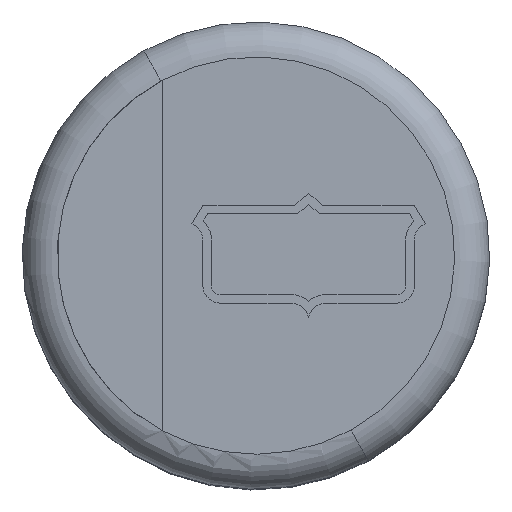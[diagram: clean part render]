
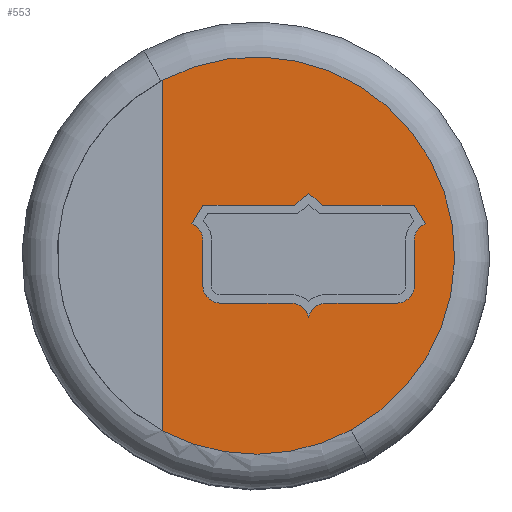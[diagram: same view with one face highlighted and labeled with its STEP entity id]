
A CAD part, top view. The second image highlights one B-rep face of the part: STEP entity #553.
In plain terms, the highlighted planar face has unit normal (0, 0, 1).
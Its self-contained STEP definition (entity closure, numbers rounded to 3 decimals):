
#253=CARTESIAN_POINT('Axis2P3D Location',(0.,4.25,12.5)) ;
#397=CARTESIAN_POINT('Axis2P3D Location',(0.,0.,12.5)) ;
#401=CARTESIAN_POINT('Vertex',(-2.,-3.75,12.5)) ;
#403=CARTESIAN_POINT('Vertex',(2.038,-3.73,12.5)) ;
#406=CARTESIAN_POINT('Axis2P3D Location',(0.,0.,12.5)) ;
#410=CARTESIAN_POINT('Vertex',(-2.,3.75,12.5)) ;
#413=CARTESIAN_POINT('Line Origine',(-2.,0.,12.5)) ;
#423=CARTESIAN_POINT('Axis2P3D Location',(-0.762,-0.644,12.5)) ;
#427=CARTESIAN_POINT('Vertex',(-1.137,-0.644,12.5)) ;
#429=CARTESIAN_POINT('Vertex',(-0.762,-1.019,12.5)) ;
#432=CARTESIAN_POINT('Line Origine',(-1.137,-0.156,12.5)) ;
#436=CARTESIAN_POINT('Vertex',(-1.137,0.332,12.5)) ;
#439=CARTESIAN_POINT('Axis2P3D Location',(-1.511,0.332,12.5)) ;
#443=CARTESIAN_POINT('Vertex',(-1.374,0.681,12.5)) ;
#446=CARTESIAN_POINT('Line Origine',(-1.255,0.881,12.5)) ;
#450=CARTESIAN_POINT('Vertex',(-1.137,1.081,12.5)) ;
#453=CARTESIAN_POINT('Line Origine',(-0.155,1.081,12.5)) ;
#457=CARTESIAN_POINT('Vertex',(0.827,1.081,12.5)) ;
#460=CARTESIAN_POINT('Line Origine',(0.976,1.206,12.5)) ;
#464=CARTESIAN_POINT('Vertex',(1.125,1.331,12.5)) ;
#467=CARTESIAN_POINT('Line Origine',(1.274,1.206,12.5)) ;
#471=CARTESIAN_POINT('Vertex',(1.423,1.081,12.5)) ;
#474=CARTESIAN_POINT('Line Origine',(2.405,1.081,12.5)) ;
#478=CARTESIAN_POINT('Vertex',(3.387,1.081,12.5)) ;
#481=CARTESIAN_POINT('Line Origine',(3.505,0.881,12.5)) ;
#485=CARTESIAN_POINT('Vertex',(3.624,0.681,12.5)) ;
#488=CARTESIAN_POINT('Axis2P3D Location',(3.761,0.332,12.5)) ;
#492=CARTESIAN_POINT('Vertex',(3.387,0.332,12.5)) ;
#495=CARTESIAN_POINT('Line Origine',(3.387,-0.156,12.5)) ;
#499=CARTESIAN_POINT('Vertex',(3.387,-0.644,12.5)) ;
#502=CARTESIAN_POINT('Axis2P3D Location',(3.012,-0.644,12.5)) ;
#506=CARTESIAN_POINT('Vertex',(3.012,-1.019,12.5)) ;
#509=CARTESIAN_POINT('Line Origine',(2.253,-1.019,12.5)) ;
#513=CARTESIAN_POINT('Vertex',(1.495,-1.019,12.5)) ;
#516=CARTESIAN_POINT('Axis2P3D Location',(1.495,-1.393,12.5)) ;
#520=CARTESIAN_POINT('Vertex',(1.125,-1.331,12.5)) ;
#523=CARTESIAN_POINT('Axis2P3D Location',(0.755,-1.393,12.5)) ;
#527=CARTESIAN_POINT('Vertex',(0.755,-1.019,12.5)) ;
#530=CARTESIAN_POINT('Line Origine',(-0.003,-1.019,12.5)) ;
#415=VECTOR('Line Direction',#414,1.) ;
#434=VECTOR('Line Direction',#433,1.) ;
#448=VECTOR('Line Direction',#447,1.) ;
#455=VECTOR('Line Direction',#454,1.) ;
#462=VECTOR('Line Direction',#461,1.) ;
#469=VECTOR('Line Direction',#468,1.) ;
#476=VECTOR('Line Direction',#475,1.) ;
#483=VECTOR('Line Direction',#482,1.) ;
#497=VECTOR('Line Direction',#496,1.) ;
#511=VECTOR('Line Direction',#510,1.) ;
#532=VECTOR('Line Direction',#531,1.) ;
#254=DIRECTION('Axis2P3D Direction',(0.,0.,1.)) ;
#255=DIRECTION('Axis2P3D XDirection',(1.,0.,0.)) ;
#398=DIRECTION('Axis2P3D Direction',(0.,0.,1.)) ;
#407=DIRECTION('Axis2P3D Direction',(0.,0.,1.)) ;
#414=DIRECTION('Vector Direction',(0.,-1.,0.)) ;
#424=DIRECTION('Axis2P3D Direction',(0.,0.,1.)) ;
#433=DIRECTION('Vector Direction',(0.,1.,0.)) ;
#440=DIRECTION('Axis2P3D Direction',(0.,0.,1.)) ;
#447=DIRECTION('Vector Direction',(-0.511,-0.86,0.)) ;
#454=DIRECTION('Vector Direction',(-1.,0.,0.)) ;
#461=DIRECTION('Vector Direction',(-0.766,-0.643,0.)) ;
#468=DIRECTION('Vector Direction',(0.766,-0.643,0.)) ;
#475=DIRECTION('Vector Direction',(1.,0.,0.)) ;
#482=DIRECTION('Vector Direction',(0.511,-0.86,0.)) ;
#489=DIRECTION('Axis2P3D Direction',(0.,0.,1.)) ;
#496=DIRECTION('Vector Direction',(0.,1.,0.)) ;
#503=DIRECTION('Axis2P3D Direction',(0.,0.,1.)) ;
#510=DIRECTION('Vector Direction',(1.,0.,0.)) ;
#517=DIRECTION('Axis2P3D Direction',(0.,0.,1.)) ;
#524=DIRECTION('Axis2P3D Direction',(0.,0.,1.)) ;
#531=DIRECTION('Vector Direction',(-1.,0.,0.)) ;
#256=AXIS2_PLACEMENT_3D('Plane Axis2P3D',#253,#254,#255) ;
#399=AXIS2_PLACEMENT_3D('Circle Axis2P3D',#397,#398,$) ;
#408=AXIS2_PLACEMENT_3D('Circle Axis2P3D',#406,#407,$) ;
#425=AXIS2_PLACEMENT_3D('Circle Axis2P3D',#423,#424,$) ;
#441=AXIS2_PLACEMENT_3D('Circle Axis2P3D',#439,#440,$) ;
#490=AXIS2_PLACEMENT_3D('Circle Axis2P3D',#488,#489,$) ;
#504=AXIS2_PLACEMENT_3D('Circle Axis2P3D',#502,#503,$) ;
#518=AXIS2_PLACEMENT_3D('Circle Axis2P3D',#516,#517,$) ;
#525=AXIS2_PLACEMENT_3D('Circle Axis2P3D',#523,#524,$) ;
#416=LINE('Line',#413,#415) ;
#435=LINE('Line',#432,#434) ;
#449=LINE('Line',#446,#448) ;
#456=LINE('Line',#453,#455) ;
#463=LINE('Line',#460,#462) ;
#470=LINE('Line',#467,#469) ;
#477=LINE('Line',#474,#476) ;
#484=LINE('Line',#481,#483) ;
#498=LINE('Line',#495,#497) ;
#512=LINE('Line',#509,#511) ;
#533=LINE('Line',#530,#532) ;
#400=CIRCLE('generated circle',#399,4.25) ;
#409=CIRCLE('generated circle',#408,4.25) ;
#426=CIRCLE('generated circle',#425,0.375) ;
#442=CIRCLE('generated circle',#441,0.375) ;
#491=CIRCLE('generated circle',#490,0.375) ;
#505=CIRCLE('generated circle',#504,0.375) ;
#519=CIRCLE('generated circle',#518,0.375) ;
#526=CIRCLE('generated circle',#525,0.375) ;
#257=PLANE('',#256) ;
#552=FACE_BOUND('',#535,.T.) ;
#405=EDGE_CURVE('',#402,#404,#400,.T.) ;
#412=EDGE_CURVE('',#404,#411,#409,.T.) ;
#417=EDGE_CURVE('',#402,#411,#416,.F.) ;
#431=EDGE_CURVE('',#428,#430,#426,.T.) ;
#438=EDGE_CURVE('',#437,#428,#435,.F.) ;
#445=EDGE_CURVE('',#444,#437,#442,.F.) ;
#452=EDGE_CURVE('',#451,#444,#449,.T.) ;
#459=EDGE_CURVE('',#458,#451,#456,.T.) ;
#466=EDGE_CURVE('',#465,#458,#463,.T.) ;
#473=EDGE_CURVE('',#472,#465,#470,.F.) ;
#480=EDGE_CURVE('',#479,#472,#477,.F.) ;
#487=EDGE_CURVE('',#486,#479,#484,.F.) ;
#494=EDGE_CURVE('',#493,#486,#491,.F.) ;
#501=EDGE_CURVE('',#500,#493,#498,.T.) ;
#508=EDGE_CURVE('',#507,#500,#505,.T.) ;
#515=EDGE_CURVE('',#514,#507,#512,.T.) ;
#522=EDGE_CURVE('',#521,#514,#519,.F.) ;
#529=EDGE_CURVE('',#528,#521,#526,.F.) ;
#534=EDGE_CURVE('',#430,#528,#533,.F.) ;
#418=EDGE_LOOP('',(#419,#420,#421)) ;
#535=EDGE_LOOP('',(#536,#537,#538,#539,#540,#541,#542,#543,#544,#545,#546,#547,#548,#549,#550,#551)) ;
#419=ORIENTED_EDGE('',*,*,#405,.T.) ;
#420=ORIENTED_EDGE('',*,*,#412,.T.) ;
#421=ORIENTED_EDGE('',*,*,#417,.F.) ;
#536=ORIENTED_EDGE('',*,*,#431,.F.) ;
#537=ORIENTED_EDGE('',*,*,#438,.F.) ;
#538=ORIENTED_EDGE('',*,*,#445,.F.) ;
#539=ORIENTED_EDGE('',*,*,#452,.F.) ;
#540=ORIENTED_EDGE('',*,*,#459,.F.) ;
#541=ORIENTED_EDGE('',*,*,#466,.F.) ;
#542=ORIENTED_EDGE('',*,*,#473,.F.) ;
#543=ORIENTED_EDGE('',*,*,#480,.F.) ;
#544=ORIENTED_EDGE('',*,*,#487,.F.) ;
#545=ORIENTED_EDGE('',*,*,#494,.F.) ;
#546=ORIENTED_EDGE('',*,*,#501,.F.) ;
#547=ORIENTED_EDGE('',*,*,#508,.F.) ;
#548=ORIENTED_EDGE('',*,*,#515,.F.) ;
#549=ORIENTED_EDGE('',*,*,#522,.F.) ;
#550=ORIENTED_EDGE('',*,*,#529,.F.) ;
#551=ORIENTED_EDGE('',*,*,#534,.F.) ;
#402=VERTEX_POINT('',#401) ;
#404=VERTEX_POINT('',#403) ;
#411=VERTEX_POINT('',#410) ;
#428=VERTEX_POINT('',#427) ;
#430=VERTEX_POINT('',#429) ;
#437=VERTEX_POINT('',#436) ;
#444=VERTEX_POINT('',#443) ;
#451=VERTEX_POINT('',#450) ;
#458=VERTEX_POINT('',#457) ;
#465=VERTEX_POINT('',#464) ;
#472=VERTEX_POINT('',#471) ;
#479=VERTEX_POINT('',#478) ;
#486=VERTEX_POINT('',#485) ;
#493=VERTEX_POINT('',#492) ;
#500=VERTEX_POINT('',#499) ;
#507=VERTEX_POINT('',#506) ;
#514=VERTEX_POINT('',#513) ;
#521=VERTEX_POINT('',#520) ;
#528=VERTEX_POINT('',#527) ;
#553=ADVANCED_FACE('\X2\FF8AFF9FFF70FF82\X0\ \X2\FF8EFF9EFF83FF9EFF68FF70\X0\',(#422,#552),#257,.T.) ;
#422=FACE_OUTER_BOUND('',#418,.T.) ;
